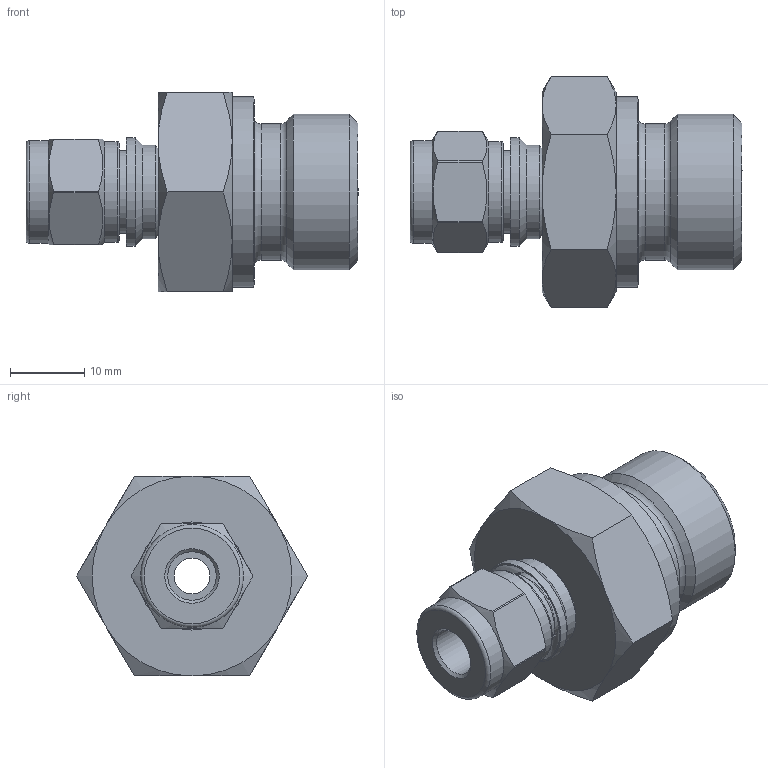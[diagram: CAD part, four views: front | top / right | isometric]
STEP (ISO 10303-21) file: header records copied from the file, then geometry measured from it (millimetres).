
FILE_DESCRIPTION(/* description */ (''),/* implementation_level */ '2;1');
FILE_NAME(/* name */ 'SMCI-4-8GM.stp',/* time_stamp */ '2022-05-13T14:33:47+09:00',/* author */ ('user'),/* organization */ (''),/* preprocessor_version */ 'ST-DEVELOPER v18.1',/* originating_system */ 'Autodesk Inventor 2022',/* authorisation */ '');
FILE_SCHEMA (('AUTOMOTIVE_DESIGN { 1 0 10303 214 3 1 1 }'));
Length unit declared in the file: millimetre
Products named in the file (1): SMC-4-8GM
Bounding box: 44.84 x 31.18 x 27 mm (x, y, z)
Volume: 13845.9 mm3; surface area: 5326.9 mm2
Topology: 1 solids, 1 shells, 67 faces, 150 edges, 91 vertices
Faces by surface type: cone 25, plane 20, cylinder 18, torus 4
Full cylindrical faces by diameter (mm): 4.826 x1, 6.55 x1, 9.4 x1, 10.1 x1, 11.112 x1, 12.6 x1, 13.6 x1, 13.9 x1, 14.6 x1, 18.4 x1, 20.96 x1, 25.8 x1
Entity records: 1868 total; most frequent: CARTESIAN_POINT 381, DIRECTION 321, ORIENTED_EDGE 300, EDGE_CURVE 150, AXIS2_PLACEMENT_3D 139, VERTEX_POINT 91, EDGE_LOOP 75, CIRCLE 71
